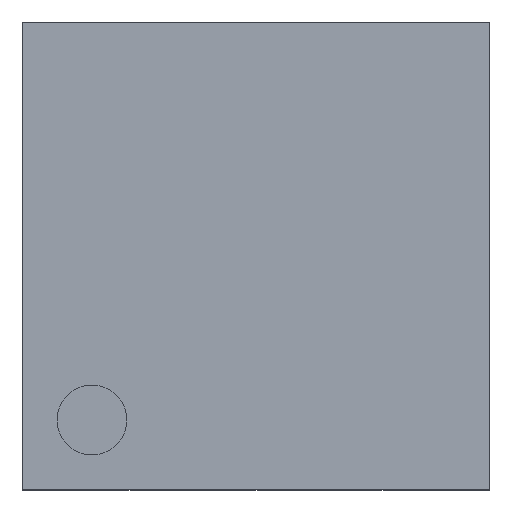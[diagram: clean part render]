
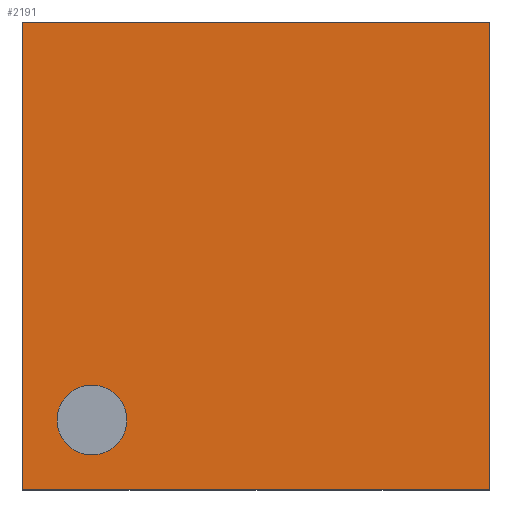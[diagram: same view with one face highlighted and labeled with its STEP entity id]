
A CAD part, top view. The second image highlights one B-rep face of the part: STEP entity #2191.
In plain terms, the highlighted planar face has unit normal (0, 0, 1).
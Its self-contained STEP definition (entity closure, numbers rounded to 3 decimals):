
#163=LINE($,#3270,#463);
#173=LINE($,#3286,#473);
#176=LINE($,#3291,#476);
#181=LINE($,#3298,#481);
#463=VECTOR($,#2657,3.35);
#473=VECTOR($,#2673,3.35);
#476=VECTOR($,#2678,3.35);
#481=VECTOR($,#2685,3.35);
#683=PLANE($,#2345);
#755=FACE_BOUND($,#941,.T.);
#812=FACE_OUTER_BOUND($,#940,.T.);
#940=EDGE_LOOP($,(#1837,#1838,#1839,#1840));
#941=EDGE_LOOP($,(#1841));
#1015=CIRCLE($,#2290,0.25);
#1019=VERTEX_POINT($,#2987);
#1117=VERTEX_POINT($,#3267);
#1118=VERTEX_POINT($,#3269);
#1121=VERTEX_POINT($,#3284);
#1122=VERTEX_POINT($,#3290);
#1223=EDGE_CURVE($,#1019,#1019,#1015,.T.);
#1358=EDGE_CURVE($,#1118,#1117,#163,.T.);
#1368=EDGE_CURVE($,#1117,#1121,#173,.T.);
#1371=EDGE_CURVE($,#1122,#1118,#176,.T.);
#1376=EDGE_CURVE($,#1121,#1122,#181,.T.);
#1837=ORIENTED_EDGE($,*,*,#1376,.T.);
#1838=ORIENTED_EDGE($,*,*,#1371,.T.);
#1839=ORIENTED_EDGE($,*,*,#1358,.T.);
#1840=ORIENTED_EDGE($,*,*,#1368,.T.);
#1841=ORIENTED_EDGE($,*,*,#1223,.T.);
#2191=ADVANCED_FACE($,(#812,#755),#683,.T.);
#2290=AXIS2_PLACEMENT_3D($,#2988,#2425,#2426);
#2345=AXIS2_PLACEMENT_3D($,#3303,#2691,#2692);
#2425=DIRECTION('center_axis',(0.,0.,-1.));
#2426=DIRECTION('ref_axis',(-1.,0.,0.));
#2657=DIRECTION($,(1.,0.,0.));
#2673=DIRECTION($,(0.,1.,0.));
#2678=DIRECTION($,(0.,-1.,0.));
#2685=DIRECTION($,(-1.,0.,0.));
#2691=DIRECTION('center_axis',(0.,0.,1.));
#2692=DIRECTION('ref_axis',(1.,0.,0.));
#2987=CARTESIAN_POINT('',(-0.925,-1.175,0.8));
#2988=CARTESIAN_POINT('Origin',(-1.175,-1.175,0.8));
#3267=CARTESIAN_POINT('',(1.675,-1.675,0.8));
#3269=CARTESIAN_POINT('',(-1.675,-1.675,0.8));
#3270=CARTESIAN_POINT($,(1.675,-1.675,0.8));
#3284=CARTESIAN_POINT('',(1.675,1.675,0.8));
#3286=CARTESIAN_POINT($,(1.675,1.675,0.8));
#3290=CARTESIAN_POINT('',(-1.675,1.675,0.8));
#3291=CARTESIAN_POINT($,(-1.675,-1.675,0.8));
#3298=CARTESIAN_POINT($,(-1.675,1.675,0.8));
#3303=CARTESIAN_POINT('Origin',(0.,0.,
0.8));
